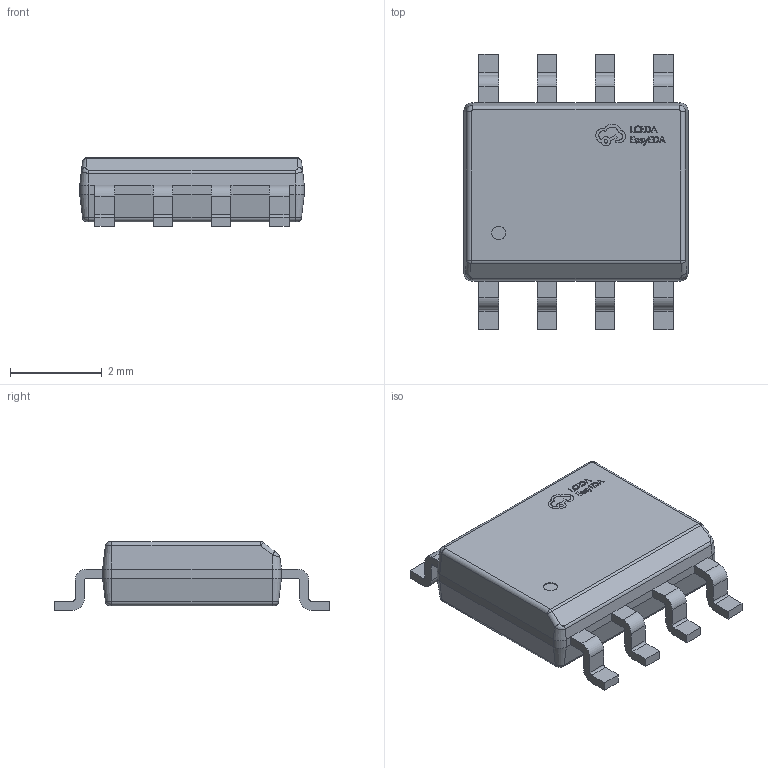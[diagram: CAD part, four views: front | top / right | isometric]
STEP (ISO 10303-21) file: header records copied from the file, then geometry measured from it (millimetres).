
FILE_DESCRIPTION(('FreeCAD Model'),'2;1');
FILE_NAME('Open CASCADE Shape Model','2024-04-18T22:24:21',(''),(''), 'Open CASCADE STEP processor 7.6','FreeCAD','Unknown');
FILE_SCHEMA(('AUTOMOTIVE_DESIGN { 1 0 10303 214 1 1 1 1 }'));
Length unit declared in the file: millimetre
Products named in the file (18): PCBModel; U1; SOP-8_L4.9-W3.9-P1.27-LS6.0-BL; COMPOUND014; COMPOUND; COMPOUND001; COMPOUND002; COMPOUND003; COMPOUND004; COMPOUND005; COMPOUND006; COMPOUND007; COMPOUND008; COMPOUND009; COMPOUND010; COMPOUND011; COMPOUND012; COMPOUND013
Assembly tree (17 placements, depth 5):
  PCBModel
    U1
      SOP-8_L4.9-W3.9-P1.27-LS6.0-BL
        COMPOUND014
          COMPOUND
          COMPOUND001
          COMPOUND002
          COMPOUND003
          COMPOUND004
          COMPOUND005
          COMPOUND006
          COMPOUND007
          COMPOUND008
          COMPOUND009
          COMPOUND010
          COMPOUND011
          COMPOUND012
          COMPOUND013
Bounding box: 4.9 x 6 x 1.5 mm (x, y, z)
Volume: 26.8 mm3; surface area: 74.8 mm2
Topology: 14 solids, 14 shells, 453 faces, 1181 edges, 764 vertices
Faces by surface type: plane 274, bspline 114, cylinder 49, cone 8, revolution 6, sphere 2
Entity records: 16603 total; most frequent: CARTESIAN_POINT 4610, ORIENTED_EDGE 2362, DIRECTION 1767, EDGE_CURVE 1181, LINE 839, VECTOR 839, VERTEX_POINT 764, FACE_BOUND 473
